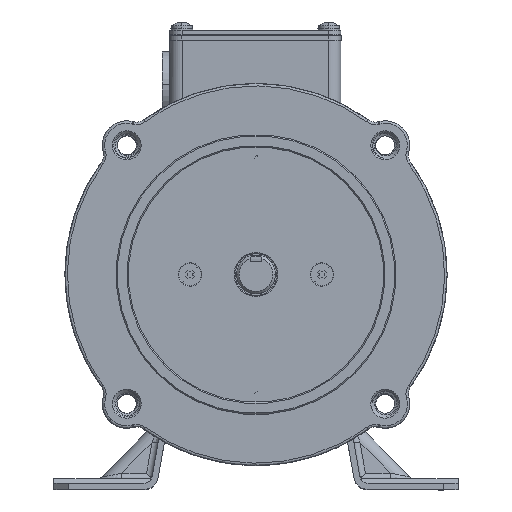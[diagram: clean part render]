
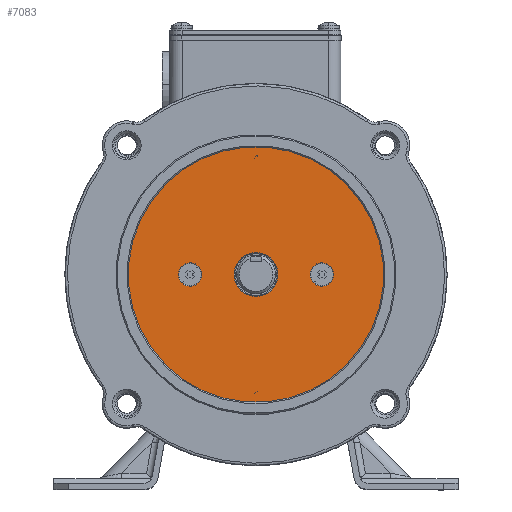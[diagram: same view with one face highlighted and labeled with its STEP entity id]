
A CAD part, top view. The second image highlights one B-rep face of the part: STEP entity #7083.
In plain terms, the highlighted planar face has unit normal (0, 0, 1).
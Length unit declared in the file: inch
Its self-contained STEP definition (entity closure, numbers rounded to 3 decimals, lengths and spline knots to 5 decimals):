
#76 = CARTESIAN_POINT ( 'NONE',  ( 0.02682, -0.02493, 10.16929 ) ) ;
#190 = FACE_BOUND ( 'NONE', #91688, .T. ) ;
#2445 = CARTESIAN_POINT ( 'NONE',  ( 0.02682, -0.02493, 10.16929 ) ) ;
#2764 = DIRECTION ( 'NONE',  ( 0., 0., -1. ) ) ;
#3421 = CARTESIAN_POINT ( 'NONE',  ( -0.90894, 0.72382, 10.16929 ) ) ;
#6902 = DIRECTION ( 'NONE',  ( 1., 0., 0. ) ) ;
#7083 = ADVANCED_FACE ( 'NONE', ( #80163, #190, #76813, #55363 ), #14835, .T. ) ;
#9102 = CIRCLE ( 'NONE', #66230, 0.18701 ) ;
#9250 = VERTEX_POINT ( 'NONE', #77441 ) ;
#10054 = CARTESIAN_POINT ( 'NONE',  ( 0.02682, -0.02493, 10.16929 ) ) ;
#11142 = VERTEX_POINT ( 'NONE', #19694 ) ;
#14835 = PLANE ( 'NONE',  #59945 ) ;
#15730 = VERTEX_POINT ( 'NONE', #31371 ) ;
#16131 = VERTEX_POINT ( 'NONE', #79508 ) ;
#16754 = AXIS2_PLACEMENT_3D ( 'NONE', #18956, #69954, #47297 ) ;
#17698 = DIRECTION ( 'NONE',  ( 0., 0., 1. ) ) ;
#18956 = CARTESIAN_POINT ( 'NONE',  ( 0.77557, -0.77368, 10.16929 ) ) ;
#19664 = CARTESIAN_POINT ( 'NONE',  ( -2.02633, -0.02493, 10.16929 ) ) ;
#19694 = CARTESIAN_POINT ( 'NONE',  ( 0.96257, -0.77368, 10.16929 ) ) ;
#19719 = EDGE_CURVE ( 'NONE', #15730, #85749, #9102, .T. ) ;
#21803 = CIRCLE ( 'NONE', #16754, 0.18701 ) ;
#23058 = EDGE_CURVE ( 'NONE', #85749, #15730, #23923, .T. ) ;
#23267 = DIRECTION ( 'NONE',  ( -1., 0., 0. ) ) ;
#23923 = CIRCLE ( 'NONE', #84030, 0.18701 ) ;
#24195 = DIRECTION ( 'NONE',  ( 0., 0., 1. ) ) ;
#25378 = DIRECTION ( 'NONE',  ( 1., 0., 0. ) ) ;
#27035 = ORIENTED_EDGE ( 'NONE', *, *, #23058, .T. ) ;
#28406 = ORIENTED_EDGE ( 'NONE', *, *, #67049, .T. ) ;
#28629 = AXIS2_PLACEMENT_3D ( 'NONE', #10054, #74910, #33325 ) ;
#30930 = VERTEX_POINT ( 'NONE', #90589 ) ;
#31371 = CARTESIAN_POINT ( 'NONE',  ( -0.53493, 0.72382, 10.16929 ) ) ;
#33325 = DIRECTION ( 'NONE',  ( -1., 0., 0. ) ) ;
#35296 = ORIENTED_EDGE ( 'NONE', *, *, #46912, .T. ) ;
#35359 = DIRECTION ( 'NONE',  ( 0., 0., 1. ) ) ;
#38954 = CARTESIAN_POINT ( 'NONE',  ( -0.72194, 0.72382, 10.16929 ) ) ;
#42330 = EDGE_LOOP ( 'NONE', ( #35296, #88432 ) ) ;
#44967 = ORIENTED_EDGE ( 'NONE', *, *, #47593, .T. ) ;
#44991 = CIRCLE ( 'NONE', #86015, 0.35236 ) ;
#46912 = EDGE_CURVE ( 'NONE', #30930, #63782, #80814, .T. ) ;
#47297 = DIRECTION ( 'NONE',  ( 1., 0., 0. ) ) ;
#47593 = EDGE_CURVE ( 'NONE', #11142, #9250, #49895, .T. ) ;
#47899 = EDGE_LOOP ( 'NONE', ( #83660, #27035 ) ) ;
#49895 = CIRCLE ( 'NONE', #70137, 0.18701 ) ;
#54168 = EDGE_CURVE ( 'NONE', #63782, #30930, #69673, .T. ) ;
#55363 = FACE_BOUND ( 'NONE', #47899, .T. ) ;
#56743 = DIRECTION ( 'NONE',  ( 1., 0., 0. ) ) ;
#59221 = VERTEX_POINT ( 'NONE', #80711 ) ;
#59945 = AXIS2_PLACEMENT_3D ( 'NONE', #76, #35359, #56743 ) ;
#63597 = CARTESIAN_POINT ( 'NONE',  ( -0.72194, 0.72382, 10.16929 ) ) ;
#63782 = VERTEX_POINT ( 'NONE', #19664 ) ;
#66230 = AXIS2_PLACEMENT_3D ( 'NONE', #63597, #78763, #6902 ) ;
#66346 = CARTESIAN_POINT ( 'NONE',  ( 0.02682, -0.02493, 10.16929 ) ) ;
#67049 = EDGE_CURVE ( 'NONE', #59221, #16131, #44991, .T. ) ;
#67762 = DIRECTION ( 'NONE',  ( 1., 0., 0. ) ) ;
#68195 = CARTESIAN_POINT ( 'NONE',  ( 0.77557, -0.77368, 10.16929 ) ) ;
#68407 = EDGE_CURVE ( 'NONE', #16131, #59221, #72899, .T. ) ;
#68491 = DIRECTION ( 'NONE',  ( 0., 0., -1. ) ) ;
#69673 = CIRCLE ( 'NONE', #82435, 2.05315 ) ;
#69954 = DIRECTION ( 'NONE',  ( 0., 0., -1. ) ) ;
#70137 = AXIS2_PLACEMENT_3D ( 'NONE', #68195, #82689, #83611 ) ;
#70211 = EDGE_CURVE ( 'NONE', #9250, #11142, #21803, .T. ) ;
#72899 = CIRCLE ( 'NONE', #28629, 0.35236 ) ;
#74910 = DIRECTION ( 'NONE',  ( 0., 0., -1. ) ) ;
#75152 = DIRECTION ( 'NONE',  ( 1., 0., 0. ) ) ;
#75498 = AXIS2_PLACEMENT_3D ( 'NONE', #89485, #17698, #67762 ) ;
#76813 = FACE_BOUND ( 'NONE', #88440, .T. ) ;
#77441 = CARTESIAN_POINT ( 'NONE',  ( 0.58856, -0.77368, 10.16929 ) ) ;
#78763 = DIRECTION ( 'NONE',  ( 0., 0., -1. ) ) ;
#79508 = CARTESIAN_POINT ( 'NONE',  ( -0.32555, -0.02493, 10.16929 ) ) ;
#80163 = FACE_OUTER_BOUND ( 'NONE', #42330, .T. ) ;
#80711 = CARTESIAN_POINT ( 'NONE',  ( 0.37918, -0.02493, 10.16929 ) ) ;
#80814 = CIRCLE ( 'NONE', #75498, 2.05315 ) ;
#82435 = AXIS2_PLACEMENT_3D ( 'NONE', #2445, #24195, #75152 ) ;
#82689 = DIRECTION ( 'NONE',  ( 0., 0., -1. ) ) ;
#83611 = DIRECTION ( 'NONE',  ( 1., 0., 0. ) ) ;
#83660 = ORIENTED_EDGE ( 'NONE', *, *, #19719, .T. ) ;
#84030 = AXIS2_PLACEMENT_3D ( 'NONE', #38954, #68491, #25378 ) ;
#85749 = VERTEX_POINT ( 'NONE', #3421 ) ;
#86015 = AXIS2_PLACEMENT_3D ( 'NONE', #66346, #2764, #23267 ) ;
#88432 = ORIENTED_EDGE ( 'NONE', *, *, #54168, .T. ) ;
#88440 = EDGE_LOOP ( 'NONE', ( #44967, #89873 ) ) ;
#89485 = CARTESIAN_POINT ( 'NONE',  ( 0.02682, -0.02493, 10.16929 ) ) ;
#89873 = ORIENTED_EDGE ( 'NONE', *, *, #70211, .T. ) ;
#90063 = ORIENTED_EDGE ( 'NONE', *, *, #68407, .T. ) ;
#90589 = CARTESIAN_POINT ( 'NONE',  ( 2.07996, -0.02493, 10.16929 ) ) ;
#91688 = EDGE_LOOP ( 'NONE', ( #90063, #28406 ) ) ;
